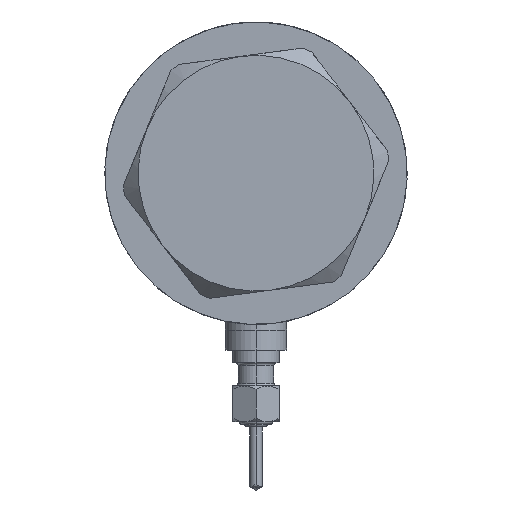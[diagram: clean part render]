
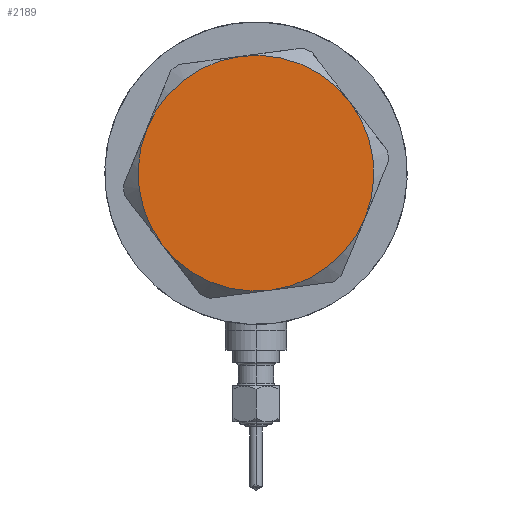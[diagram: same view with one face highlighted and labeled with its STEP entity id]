
A CAD part, left-side view. The second image highlights one B-rep face of the part: STEP entity #2189.
In plain terms, the highlighted face is planar.
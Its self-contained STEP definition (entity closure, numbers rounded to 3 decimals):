
#144 = CIRCLE ( 'NONE', #1932, 23. ) ;
#147 = CIRCLE ( 'NONE', #2561, 23. ) ;
#182 = DIRECTION ( 'NONE',  ( 0., 0., 1. ) ) ;
#287 = EDGE_CURVE ( 'NONE', #6176, #4847, #6208, .T. ) ;
#490 = EDGE_CURVE ( 'NONE', #5101, #6176, #1598, .T. ) ;
#639 = CARTESIAN_POINT ( 'NONE',  ( 0., 0., 13. ) ) ;
#674 = CARTESIAN_POINT ( 'NONE',  ( 0., 0., 13. ) ) ;
#711 = VERTEX_POINT ( 'NONE', #5898 ) ;
#718 = VERTEX_POINT ( 'NONE', #1923 ) ;
#737 = CARTESIAN_POINT ( 'NONE',  ( 11.5, 19.919, 13. ) ) ;
#787 = AXIS2_PLACEMENT_3D ( 'NONE', #3885, #1480, #1514 ) ;
#1102 = PLANE ( 'NONE',  #4341 ) ;
#1141 = DIRECTION ( 'NONE',  ( 0., 0., 1. ) ) ;
#1251 = DIRECTION ( 'NONE',  ( 1., 0., 0. ) ) ;
#1351 = ORIENTED_EDGE ( 'NONE', *, *, #490, .T. ) ;
#1419 = CIRCLE ( 'NONE', #1945, 23. ) ;
#1480 = DIRECTION ( 'NONE',  ( 0., 0., 1. ) ) ;
#1514 = DIRECTION ( 'NONE',  ( 1., 0., 0. ) ) ;
#1598 = CIRCLE ( 'NONE', #5996, 23. ) ;
#1753 = DIRECTION ( 'NONE',  ( 0., 0., 1. ) ) ;
#1923 = CARTESIAN_POINT ( 'NONE',  ( -23., 0., 13. ) ) ;
#1932 = AXIS2_PLACEMENT_3D ( 'NONE', #639, #5004, #5137 ) ;
#1945 = AXIS2_PLACEMENT_3D ( 'NONE', #4335, #1753, #1251 ) ;
#1974 = CARTESIAN_POINT ( 'NONE',  ( 11.5, -19.919, 13. ) ) ;
#2189 = ADVANCED_FACE ( 'NONE', ( #3597 ), #1102, .T. ) ;
#2286 = CARTESIAN_POINT ( 'NONE',  ( 0., 0., 13. ) ) ;
#2450 = VERTEX_POINT ( 'NONE', #1974 ) ;
#2476 = DIRECTION ( 'NONE',  ( 0., 0., 1. ) ) ;
#2561 = AXIS2_PLACEMENT_3D ( 'NONE', #674, #182, #2689 ) ;
#2644 = AXIS2_PLACEMENT_3D ( 'NONE', #2286, #3307, #4231 ) ;
#2689 = DIRECTION ( 'NONE',  ( 1., 0., 0. ) ) ;
#2727 = ORIENTED_EDGE ( 'NONE', *, *, #6277, .T. ) ;
#2823 = EDGE_CURVE ( 'NONE', #711, #2450, #144, .T. ) ;
#3067 = CARTESIAN_POINT ( 'NONE',  ( 23., 0., 13. ) ) ;
#3307 = DIRECTION ( 'NONE',  ( 0., 0., 1. ) ) ;
#3444 = EDGE_CURVE ( 'NONE', #4847, #718, #4673, .T. ) ;
#3597 = FACE_OUTER_BOUND ( 'NONE', #4557, .T. ) ;
#3717 = EDGE_CURVE ( 'NONE', #718, #711, #1419, .T. ) ;
#3869 = CARTESIAN_POINT ( 'NONE',  ( -11.5, 19.919, 13. ) ) ;
#3885 = CARTESIAN_POINT ( 'NONE',  ( 0., 0., 13. ) ) ;
#3988 = DIRECTION ( 'NONE',  ( 1., 0., 0. ) ) ;
#4231 = DIRECTION ( 'NONE',  ( 1., 0., 0. ) ) ;
#4335 = CARTESIAN_POINT ( 'NONE',  ( 0., 0., 13. ) ) ;
#4341 = AXIS2_PLACEMENT_3D ( 'NONE', #5602, #2476, #3988 ) ;
#4557 = EDGE_LOOP ( 'NONE', ( #2727, #1351, #5617, #5674, #5654, #6486 ) ) ;
#4673 = CIRCLE ( 'NONE', #787, 23. ) ;
#4847 = VERTEX_POINT ( 'NONE', #3869 ) ;
#5004 = DIRECTION ( 'NONE',  ( 0., 0., 1. ) ) ;
#5101 = VERTEX_POINT ( 'NONE', #3067 ) ;
#5109 = CARTESIAN_POINT ( 'NONE',  ( 0., 0., 13. ) ) ;
#5137 = DIRECTION ( 'NONE',  ( 1., 0., 0. ) ) ;
#5602 = CARTESIAN_POINT ( 'NONE',  ( 0., 0., 13. ) ) ;
#5617 = ORIENTED_EDGE ( 'NONE', *, *, #287, .T. ) ;
#5654 = ORIENTED_EDGE ( 'NONE', *, *, #3717, .T. ) ;
#5674 = ORIENTED_EDGE ( 'NONE', *, *, #3444, .T. ) ;
#5898 = CARTESIAN_POINT ( 'NONE',  ( -11.5, -19.919, 13. ) ) ;
#5996 = AXIS2_PLACEMENT_3D ( 'NONE', #5109, #1141, #6133 ) ;
#6133 = DIRECTION ( 'NONE',  ( 1., 0., 0. ) ) ;
#6176 = VERTEX_POINT ( 'NONE', #737 ) ;
#6208 = CIRCLE ( 'NONE', #2644, 23. ) ;
#6277 = EDGE_CURVE ( 'NONE', #2450, #5101, #147, .T. ) ;
#6486 = ORIENTED_EDGE ( 'NONE', *, *, #2823, .T. ) ;
